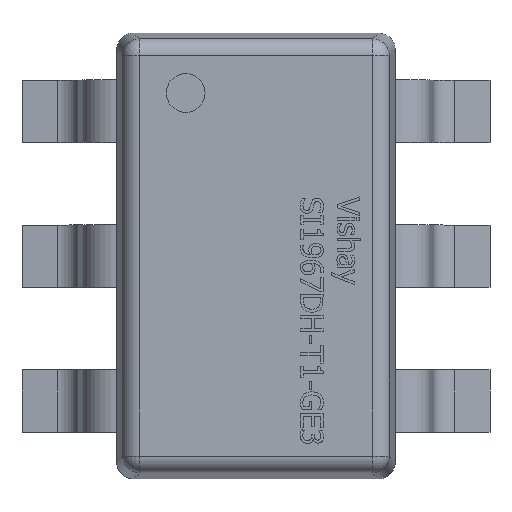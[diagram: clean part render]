
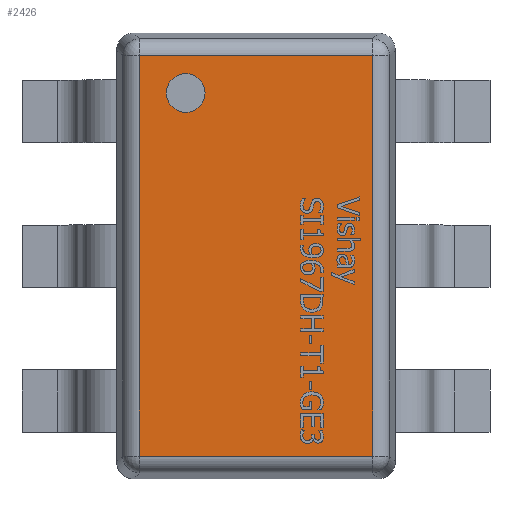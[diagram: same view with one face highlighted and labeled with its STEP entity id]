
A CAD part, top view. The second image highlights one B-rep face of the part: STEP entity #2426.
In plain terms, the highlighted planar face has unit normal (0, 0, 1).
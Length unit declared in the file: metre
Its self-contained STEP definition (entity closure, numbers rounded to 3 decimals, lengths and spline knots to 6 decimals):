
#1866 = EDGE_CURVE( '', #5246, #5247, #5248, .T. );
#2426 = ADVANCED_FACE( '', ( #6198 ), #6199, .T. );
#3680 = EDGE_CURVE( '', #7228, #5246, #7951, .T. );
#3914 = EDGE_CURVE( '', #5247, #5042, #8234, .T. );
#4784 = EDGE_CURVE( '', #5042, #7228, #9252, .T. );
#5042 = VERTEX_POINT( '', #9542 );
#5246 = VERTEX_POINT( '', #9840 );
#5247 = VERTEX_POINT( '', #9841 );
#5248 = LINE( '', #9842, #9843 );
#6198 = FACE_OUTER_BOUND( '', #11221, .T. );
#6199 = PLANE( '', #11222 );
#7228 = VERTEX_POINT( '', #12752 );
#7951 = LINE( '', #13901, #13902 );
#8234 = LINE( '', #14378, #14379 );
#9252 = LINE( '', #16035, #16036 );
#9542 = CARTESIAN_POINT( '', ( 0.000523, 0.000898, 0.001 ) );
#9840 = CARTESIAN_POINT( '', ( -0.000523, -0.000898, 0.001 ) );
#9841 = CARTESIAN_POINT( '', ( 0.000523, -0.000898, 0.001 ) );
#9842 = CARTESIAN_POINT( '', ( -0.000523, -0.000898, 0.001 ) );
#9843 = VECTOR( '', #16498, 1. );
#11221 = EDGE_LOOP( '', ( #17487, #17488, #17489, #17490 ) );
#11222 = AXIS2_PLACEMENT_3D( '', #17491, #17492, #17493 );
#12752 = CARTESIAN_POINT( '', ( -0.000523, 0.000898, 0.001 ) );
#13901 = CARTESIAN_POINT( '', ( -0.000523, 0.000898, 0.001 ) );
#13902 = VECTOR( '', #19847, 1. );
#14378 = CARTESIAN_POINT( '', ( 0.000523, -0.000898, 0.001 ) );
#14379 = VECTOR( '', #20237, 1. );
#16035 = CARTESIAN_POINT( '', ( 0.000523, 0.000898, 0.001 ) );
#16036 = VECTOR( '', #21919, 1. );
#16498 = DIRECTION( '', ( 1., 0., 0. ) );
#17487 = ORIENTED_EDGE( '', *, *, #4784, .T. );
#17488 = ORIENTED_EDGE( '', *, *, #3680, .T. );
#17489 = ORIENTED_EDGE( '', *, *, #1866, .T. );
#17490 = ORIENTED_EDGE( '', *, *, #3914, .T. );
#17491 = CARTESIAN_POINT( '', ( 0., 0., 0.001 ) );
#17492 = DIRECTION( '', ( 0., 0., 1. ) );
#17493 = DIRECTION( '', ( 1., 0., 0. ) );
#19847 = DIRECTION( '', ( 0., -1., 0. ) );
#20237 = DIRECTION( '', ( 0., 1., 0. ) );
#21919 = DIRECTION( '', ( -1., 0., 0. ) );
